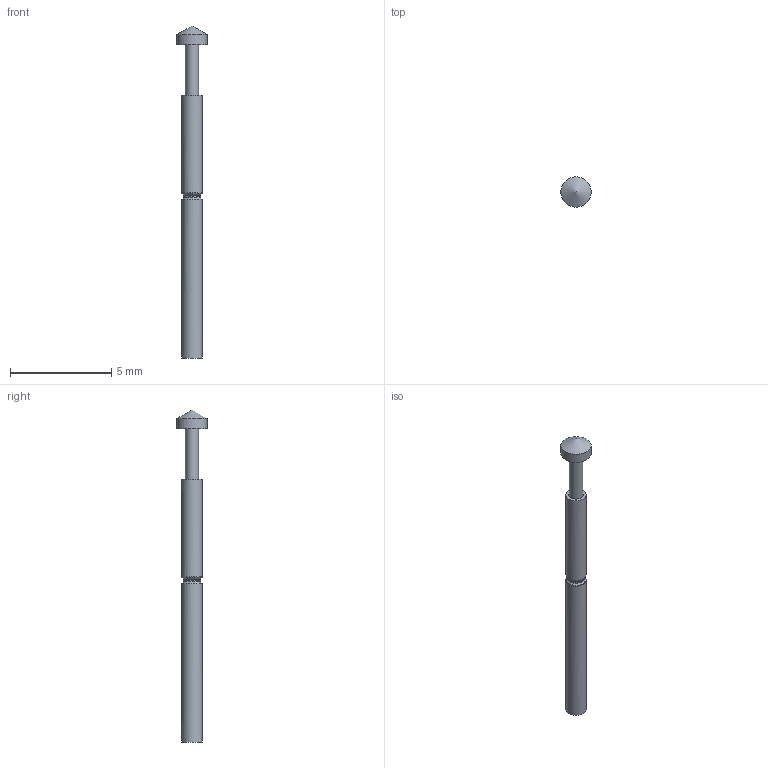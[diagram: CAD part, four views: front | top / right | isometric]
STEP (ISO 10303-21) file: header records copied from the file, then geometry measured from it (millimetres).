
FILE_DESCRIPTION(('FreeCAD Model'),'2;1');
FILE_NAME('Open CASCADE Shape Model','2021-09-09T11:13:23',(''),(''), 'Open CASCADE STEP processor 7.4','FreeCAD','Unknown');
FILE_SCHEMA(('AUTOMOTIVE_DESIGN { 1 0 10303 214 1 1 1 1 }'));
Length unit declared in the file: millimetre
Products named in the file (3): Part; Body; pin
Assembly tree (2 placements, depth 2):
  Part
    Body
    pin
Bounding box: 1.5 x 1.5 x 16.43 mm (x, y, z)
Volume: 8.2 mm3; surface area: 88.8 mm2
Topology: 2 solids, 2 shells, 26 faces, 46 edges, 25 vertices
Faces by surface type: cylinder 8, plane 5, cone 5, bspline 4, offset 4
Full cylindrical faces by diameter (mm): 0.5 x1, 0.65 x1, 0.7 x2, 0.8 x1, 1 x2, 1.5 x1
Entity records: 1027 total; most frequent: CARTESIAN_POINT 551, ORIENTED_EDGE 90, DIRECTION 71, EDGE_CURVE 45, AXIS2_PLACEMENT_3D 29, FACE_BOUND 28, EDGE_LOOP 28, ADVANCED_FACE 26
